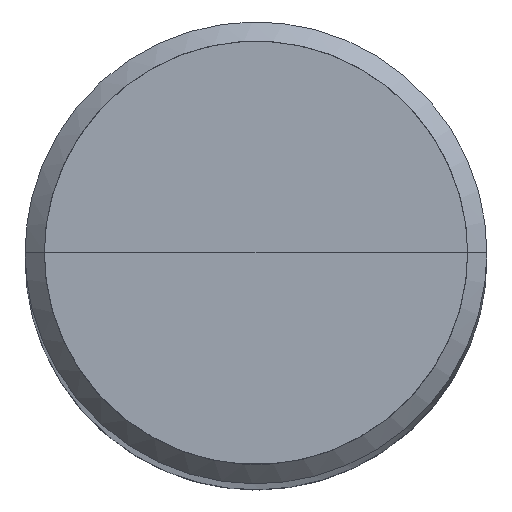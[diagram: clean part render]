
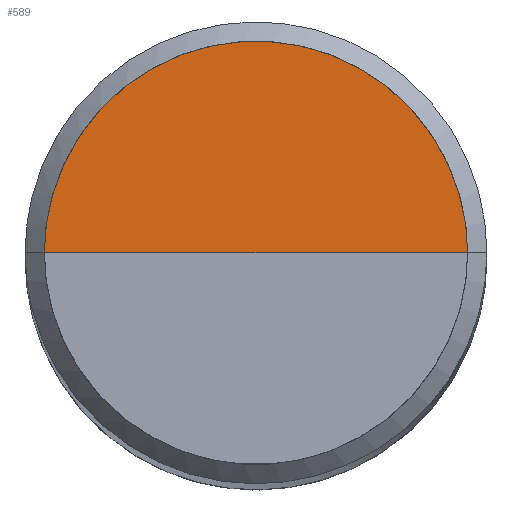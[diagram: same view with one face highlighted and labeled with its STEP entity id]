
A CAD part, top view. The second image highlights one B-rep face of the part: STEP entity #589.
In plain terms, the highlighted free-form (B-spline) face has degree [1, 2] with [2, 5] control points.
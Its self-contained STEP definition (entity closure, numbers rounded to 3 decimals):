
#393=CARTESIAN_POINT('',(5.5,0.0,84.0));
#394=CARTESIAN_POINT('',(5.5,5.5,84.0));
#395=CARTESIAN_POINT('',(0.0,5.5,84.0));
#396=CARTESIAN_POINT('',(-5.5,5.5,84.0));
#397=CARTESIAN_POINT('',(-5.5,0.0,84.0));
#398=CARTESIAN_POINT('',(0.0,0.0,84.0));
#574=(
BOUNDED_SURFACE()
B_SPLINE_SURFACE(1,2,(
(#393,#394,#395,#396,#397),
(#398,#398,#398,#398,#398)
), .UNSPECIFIED.,.F.,.F.,.F.)
B_SPLINE_SURFACE_WITH_KNOTS((2,2),(3,2,3),(
0.0,1.0),(
0.0,0.5,1.0), .UNSPECIFIED.)
GEOMETRIC_REPRESENTATION_ITEM()
RATIONAL_B_SPLINE_SURFACE(((1.0,0.707,1.0,0.707,1.0),
(1.0,0.707,1.0,0.707,1.0)
))
REPRESENTATION_ITEM('')
SURFACE()
);
#575=(
BOUNDED_CURVE()
B_SPLINE_CURVE(1,(#398,#393),.UNSPECIFIED.,.F.,.F.)
B_SPLINE_CURVE_WITH_KNOTS((2,2),
(0.0,1.0),.UNSPECIFIED.)
CURVE()
GEOMETRIC_REPRESENTATION_ITEM()
RATIONAL_B_SPLINE_CURVE((1.0,1.0))
REPRESENTATION_ITEM('')
);
#576=(
BOUNDED_CURVE()
B_SPLINE_CURVE(2,(#393,#394,#395,#396,#397),.UNSPECIFIED.,.F.,.F.)
B_SPLINE_CURVE_WITH_KNOTS((3,2,3),
(0.0,0.5,1.0),.UNSPECIFIED.)
CURVE()
GEOMETRIC_REPRESENTATION_ITEM()
RATIONAL_B_SPLINE_CURVE((1.0,0.707,1.0,0.707,1.0))
REPRESENTATION_ITEM('')
);
#577=(
BOUNDED_CURVE()
B_SPLINE_CURVE(1,(#397,#398),.UNSPECIFIED.,.F.,.F.)
B_SPLINE_CURVE_WITH_KNOTS((2,2),
(0.0,1.0),.UNSPECIFIED.)
CURVE()
GEOMETRIC_REPRESENTATION_ITEM()
RATIONAL_B_SPLINE_CURVE((1.0,1.0))
REPRESENTATION_ITEM('')
);
#578=VERTEX_POINT('',#393);
#579=VERTEX_POINT('',#397);
#580=VERTEX_POINT('',#398);
#581=EDGE_CURVE('',#580,#578,#575,.T.);
#582=EDGE_CURVE('',#578,#579,#576,.T.);
#583=EDGE_CURVE('',#579,#580,#577,.T.);
#584=ORIENTED_EDGE('',*,*,#581,.T.);
#585=ORIENTED_EDGE('',*,*,#582,.T.);
#586=ORIENTED_EDGE('',*,*,#583,.T.);
#587=EDGE_LOOP('',(#584,#585,#586));
#588=FACE_OUTER_BOUND('',#587,.T.);
#589=ADVANCED_FACE('',(#588),#574,.T.);
